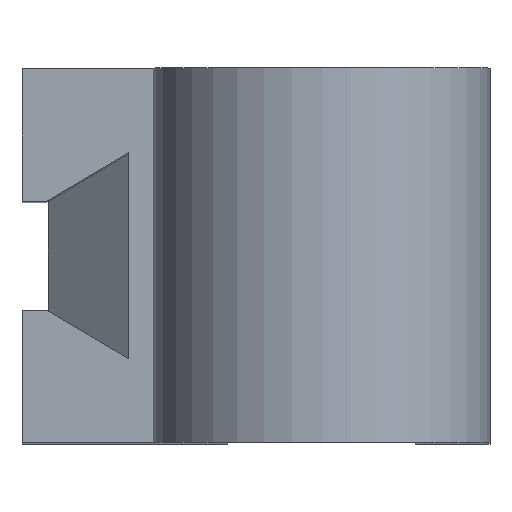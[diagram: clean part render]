
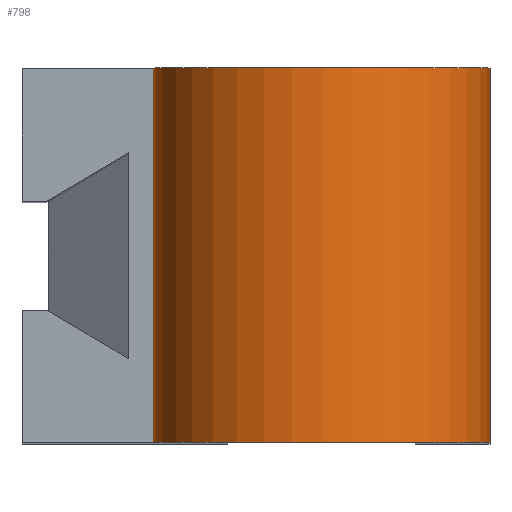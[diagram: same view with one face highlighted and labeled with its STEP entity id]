
A CAD part, top view. The second image highlights one B-rep face of the part: STEP entity #798.
In plain terms, the highlighted cylindrical face has radius 9 mm (diameter 18 mm), a partial arc.
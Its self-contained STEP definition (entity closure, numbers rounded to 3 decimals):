
#71 = PLANE('',#72);
#72 = AXIS2_PLACEMENT_3D('',#73,#74,#75);
#73 = CARTESIAN_POINT('',(9.,20.,31.643));
#74 = DIRECTION('',(0.,1.,0.));
#75 = DIRECTION('',(0.,0.,1.));
#128 = PLANE('',#129);
#129 = AXIS2_PLACEMENT_3D('',#130,#131,#132);
#130 = CARTESIAN_POINT('',(9.,0.,31.643));
#131 = DIRECTION('',(0.,1.,0.));
#132 = DIRECTION('',(0.,0.,1.));
#353 = VERTEX_POINT('',#354);
#354 = CARTESIAN_POINT('',(0.,0.,55.));
#368 = PLANE('',#369);
#369 = AXIS2_PLACEMENT_3D('',#370,#371,#372);
#370 = CARTESIAN_POINT('',(0.,0.,0.));
#371 = DIRECTION('',(1.,0.,0.));
#372 = DIRECTION('',(0.,0.,1.));
#380 = EDGE_CURVE('',#381,#353,#383,.T.);
#381 = VERTEX_POINT('',#382);
#382 = CARTESIAN_POINT('',(18.,0.,55.));
#383 = SURFACE_CURVE('',#384,(#389,#400),.PCURVE_S1.);
#384 = CIRCLE('',#385,9.);
#385 = AXIS2_PLACEMENT_3D('',#386,#387,#388);
#386 = CARTESIAN_POINT('',(9.,0.,55.));
#387 = DIRECTION('',(0.,-1.,0.));
#388 = DIRECTION('',(1.,0.,0.));
#389 = PCURVE('',#128,#390);
#390 = DEFINITIONAL_REPRESENTATION('',(#391),#399);
#391 = ( BOUNDED_CURVE() B_SPLINE_CURVE(2,(#392,#393,#394,#395,#396,#397
,#398),.UNSPECIFIED.,.T.,.F.) B_SPLINE_CURVE_WITH_KNOTS((1,2,2,2,2,1),(
    -2.094,0.,2.094,4.189,6.283,
8.378),.UNSPECIFIED.) CURVE() GEOMETRIC_REPRESENTATION_ITEM() 
RATIONAL_B_SPLINE_CURVE((1.,0.5,1.,0.5,1.,0.5,1.)) REPRESENTATION_ITEM(
  '') );
#392 = CARTESIAN_POINT('',(23.357,9.));
#393 = CARTESIAN_POINT('',(38.946,9.));
#394 = CARTESIAN_POINT('',(31.151,-4.5));
#395 = CARTESIAN_POINT('',(23.357,-18.));
#396 = CARTESIAN_POINT('',(15.563,-4.5));
#397 = CARTESIAN_POINT('',(7.769,9.));
#398 = CARTESIAN_POINT('',(23.357,9.));
#399 = ( GEOMETRIC_REPRESENTATION_CONTEXT(2) 
PARAMETRIC_REPRESENTATION_CONTEXT() REPRESENTATION_CONTEXT('2D SPACE',''
  ) );
#400 = PCURVE('',#401,#406);
#401 = CYLINDRICAL_SURFACE('',#402,9.);
#402 = AXIS2_PLACEMENT_3D('',#403,#404,#405);
#403 = CARTESIAN_POINT('',(9.,0.,55.));
#404 = DIRECTION('',(0.,-1.,0.));
#405 = DIRECTION('',(1.,0.,0.));
#406 = DEFINITIONAL_REPRESENTATION('',(#407),#410);
#407 = B_SPLINE_CURVE_WITH_KNOTS('',1,(#408,#409),.UNSPECIFIED.,.F.,.F.,
  (2,2),(0.,3.142),.PIECEWISE_BEZIER_KNOTS.);
#408 = CARTESIAN_POINT('',(0.,0.));
#409 = CARTESIAN_POINT('',(3.142,0.));
#410 = ( GEOMETRIC_REPRESENTATION_CONTEXT(2) 
PARAMETRIC_REPRESENTATION_CONTEXT() REPRESENTATION_CONTEXT('2D SPACE',''
  ) );
#428 = PLANE('',#429);
#429 = AXIS2_PLACEMENT_3D('',#430,#431,#432);
#430 = CARTESIAN_POINT('',(18.,0.,0.));
#431 = DIRECTION('',(1.,0.,0.));
#432 = DIRECTION('',(0.,0.,1.));
#519 = VERTEX_POINT('',#520);
#520 = CARTESIAN_POINT('',(0.,20.,55.));
#541 = EDGE_CURVE('',#542,#519,#544,.T.);
#542 = VERTEX_POINT('',#543);
#543 = CARTESIAN_POINT('',(18.,20.,55.));
#544 = SURFACE_CURVE('',#545,(#550,#561),.PCURVE_S1.);
#545 = CIRCLE('',#546,9.);
#546 = AXIS2_PLACEMENT_3D('',#547,#548,#549);
#547 = CARTESIAN_POINT('',(9.,20.,55.));
#548 = DIRECTION('',(0.,-1.,0.));
#549 = DIRECTION('',(1.,0.,0.));
#550 = PCURVE('',#71,#551);
#551 = DEFINITIONAL_REPRESENTATION('',(#552),#560);
#552 = ( BOUNDED_CURVE() B_SPLINE_CURVE(2,(#553,#554,#555,#556,#557,#558
,#559),.UNSPECIFIED.,.T.,.F.) B_SPLINE_CURVE_WITH_KNOTS((1,2,2,2,2,1),(
    -2.094,0.,2.094,4.189,6.283,
8.378),.UNSPECIFIED.) CURVE() GEOMETRIC_REPRESENTATION_ITEM() 
RATIONAL_B_SPLINE_CURVE((1.,0.5,1.,0.5,1.,0.5,1.)) REPRESENTATION_ITEM(
  '') );
#553 = CARTESIAN_POINT('',(23.357,9.));
#554 = CARTESIAN_POINT('',(38.946,9.));
#555 = CARTESIAN_POINT('',(31.151,-4.5));
#556 = CARTESIAN_POINT('',(23.357,-18.));
#557 = CARTESIAN_POINT('',(15.563,-4.5));
#558 = CARTESIAN_POINT('',(7.769,9.));
#559 = CARTESIAN_POINT('',(23.357,9.));
#560 = ( GEOMETRIC_REPRESENTATION_CONTEXT(2) 
PARAMETRIC_REPRESENTATION_CONTEXT() REPRESENTATION_CONTEXT('2D SPACE',''
  ) );
#561 = PCURVE('',#401,#562);
#562 = DEFINITIONAL_REPRESENTATION('',(#563),#566);
#563 = B_SPLINE_CURVE_WITH_KNOTS('',1,(#564,#565),.UNSPECIFIED.,.F.,.F.,
  (2,2),(0.,3.142),.PIECEWISE_BEZIER_KNOTS.);
#564 = CARTESIAN_POINT('',(0.,-20.));
#565 = CARTESIAN_POINT('',(3.142,-20.));
#566 = ( GEOMETRIC_REPRESENTATION_CONTEXT(2) 
PARAMETRIC_REPRESENTATION_CONTEXT() REPRESENTATION_CONTEXT('2D SPACE',''
  ) );
#779 = EDGE_CURVE('',#353,#519,#780,.T.);
#780 = SURFACE_CURVE('',#781,(#785,#792),.PCURVE_S1.);
#781 = LINE('',#782,#783);
#782 = CARTESIAN_POINT('',(0.,0.,55.));
#783 = VECTOR('',#784,1.);
#784 = DIRECTION('',(0.,1.,0.));
#785 = PCURVE('',#368,#786);
#786 = DEFINITIONAL_REPRESENTATION('',(#787),#791);
#787 = LINE('',#788,#789);
#788 = CARTESIAN_POINT('',(55.,0.));
#789 = VECTOR('',#790,1.);
#790 = DIRECTION('',(0.,-1.));
#791 = ( GEOMETRIC_REPRESENTATION_CONTEXT(2) 
PARAMETRIC_REPRESENTATION_CONTEXT() REPRESENTATION_CONTEXT('2D SPACE',''
  ) );
#792 = PCURVE('',#401,#793);
#793 = DEFINITIONAL_REPRESENTATION('',(#794),#797);
#794 = B_SPLINE_CURVE_WITH_KNOTS('',1,(#795,#796),.UNSPECIFIED.,.F.,.F.,
  (2,2),(0.,20.),.PIECEWISE_BEZIER_KNOTS.);
#795 = CARTESIAN_POINT('',(3.142,0.));
#796 = CARTESIAN_POINT('',(3.142,-20.));
#797 = ( GEOMETRIC_REPRESENTATION_CONTEXT(2) 
PARAMETRIC_REPRESENTATION_CONTEXT() REPRESENTATION_CONTEXT('2D SPACE',''
  ) );
#798 = ADVANCED_FACE('',(#799),#401,.T.);
#799 = FACE_BOUND('',#800,.T.);
#800 = EDGE_LOOP('',(#801,#821,#822,#823));
#801 = ORIENTED_EDGE('',*,*,#802,.T.);
#802 = EDGE_CURVE('',#381,#542,#803,.T.);
#803 = SURFACE_CURVE('',#804,(#808,#814),.PCURVE_S1.);
#804 = LINE('',#805,#806);
#805 = CARTESIAN_POINT('',(18.,0.,55.));
#806 = VECTOR('',#807,1.);
#807 = DIRECTION('',(0.,1.,0.));
#808 = PCURVE('',#401,#809);
#809 = DEFINITIONAL_REPRESENTATION('',(#810),#813);
#810 = B_SPLINE_CURVE_WITH_KNOTS('',1,(#811,#812),.UNSPECIFIED.,.F.,.F.,
  (2,2),(0.,20.),.PIECEWISE_BEZIER_KNOTS.);
#811 = CARTESIAN_POINT('',(0.,0.));
#812 = CARTESIAN_POINT('',(0.,-20.));
#813 = ( GEOMETRIC_REPRESENTATION_CONTEXT(2) 
PARAMETRIC_REPRESENTATION_CONTEXT() REPRESENTATION_CONTEXT('2D SPACE',''
  ) );
#814 = PCURVE('',#428,#815);
#815 = DEFINITIONAL_REPRESENTATION('',(#816),#820);
#816 = LINE('',#817,#818);
#817 = CARTESIAN_POINT('',(55.,0.));
#818 = VECTOR('',#819,1.);
#819 = DIRECTION('',(0.,-1.));
#820 = ( GEOMETRIC_REPRESENTATION_CONTEXT(2) 
PARAMETRIC_REPRESENTATION_CONTEXT() REPRESENTATION_CONTEXT('2D SPACE',''
  ) );
#821 = ORIENTED_EDGE('',*,*,#541,.T.);
#822 = ORIENTED_EDGE('',*,*,#779,.F.);
#823 = ORIENTED_EDGE('',*,*,#380,.F.);
